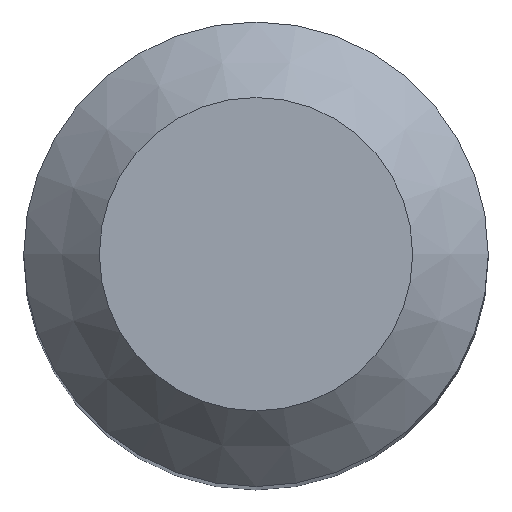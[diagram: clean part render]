
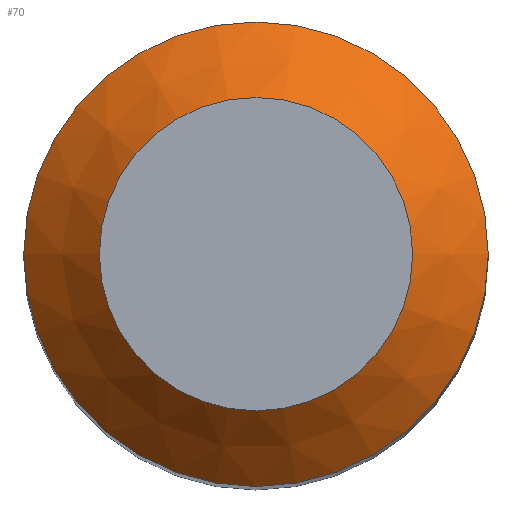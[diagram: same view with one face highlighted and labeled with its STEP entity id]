
A CAD part, top view. The second image highlights one B-rep face of the part: STEP entity #70.
In plain terms, the highlighted conical face has half-angle 45 degrees and reference radius 10 mm.
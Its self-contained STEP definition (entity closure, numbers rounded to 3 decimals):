
#47=CONICAL_SURFACE('',#184,10.,45.);
#56=FACE_BOUND('',#88,.T.);
#57=FACE_BOUND('',#89,.T.);
#70=ADVANCED_FACE('',(#56,#57),#47,.T.);
#88=EDGE_LOOP('',(#104));
#89=EDGE_LOOP('',(#105));
#104=ORIENTED_EDGE('',*,*,#126,.T.);
#105=ORIENTED_EDGE('',*,*,#125,.F.);
#116=VERTEX_POINT('',#270);
#117=VERTEX_POINT('',#273);
#125=EDGE_CURVE('',#116,#116,#133,.T.);
#126=EDGE_CURVE('',#117,#117,#134,.T.);
#133=CIRCLE('',#180,10.);
#134=CIRCLE('',#182,6.745);
#180=AXIS2_PLACEMENT_3D('',#269,#210,#211);
#182=AXIS2_PLACEMENT_3D('',#272,#214,#215);
#184=AXIS2_PLACEMENT_3D('',#275,#218,#219);
#210=DIRECTION('',(0.,0.,-1.));
#211=DIRECTION('',(1.,0.,0.));
#214=DIRECTION('',(0.,0.,-1.));
#215=DIRECTION('',(1.,0.,0.));
#218=DIRECTION('',(0.,0.,-1.));
#219=DIRECTION('',(1.,0.,0.));
#269=CARTESIAN_POINT('',(0.,0.,-3.255));
#270=CARTESIAN_POINT('',(10.,0.,-3.255));
#272=CARTESIAN_POINT('',(0.,0.,0.));
#273=CARTESIAN_POINT('',(6.745,0.,0.));
#275=CARTESIAN_POINT('',(0.,0.,-3.255));
